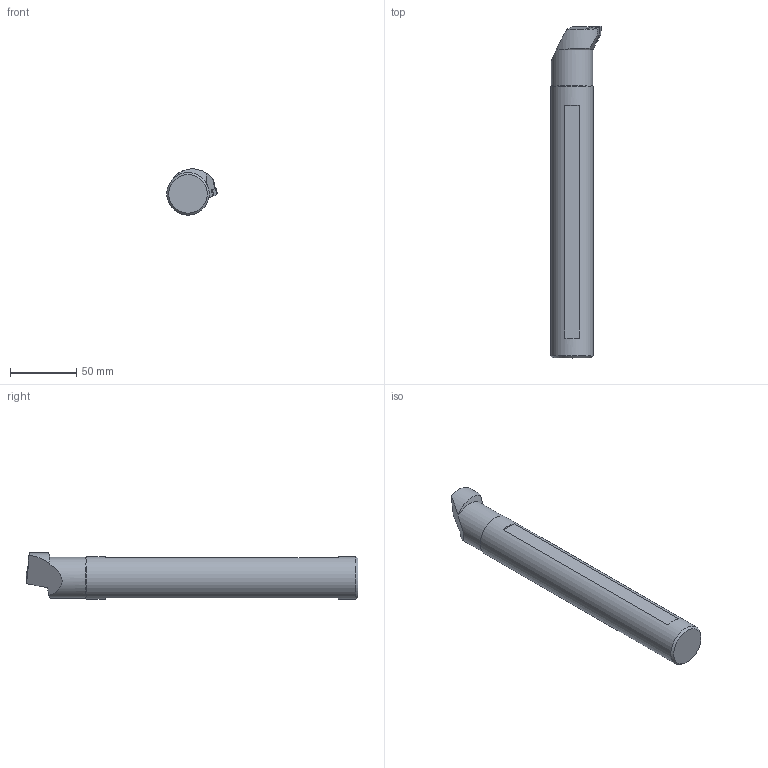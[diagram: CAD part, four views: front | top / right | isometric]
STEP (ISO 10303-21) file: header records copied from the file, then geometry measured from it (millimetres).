
FILE_DESCRIPTION(/* description */ (''),/* implementation_level */ '2;1');
FILE_NAME(/* name */ 'A32S-PWLNR06.stp',/* time_stamp */ '2023-01-13T08:51:29+01:00',/* author */ (''),/* organization */ (''),/* preprocessor_version */ 'ST-DEVELOPER v16.7',/* originating_system */ 'SIEMENS PLM Software NX 12.0',/* authorisation */ '');
FILE_SCHEMA (('AUTOMOTIVE_DESIGN { 1 0 10303 214 3 1 1 1 }'));
Length unit declared in the file: millimetre
Products named in the file (1): kl624154ADBEeusv
Bounding box: 37.98 x 249.99 x 34.79 mm (x, y, z)
Volume: 190452.4 mm3; surface area: 26537.2 mm2
Topology: 2 solids, 2 shells, 57 faces, 133 edges, 87 vertices
Faces by surface type: plane 36, cylinder 13, cone 8
Full cylindrical faces by diameter (mm): 3.18 x2, 31 x1, 32 x1
Entity records: 1628 total; most frequent: DIRECTION 284, CARTESIAN_POINT 281, ORIENTED_EDGE 246, EDGE_CURVE 123, AXIS2_PLACEMENT_3D 108, VERTEX_POINT 87, EDGE_LOOP 76, LINE 68
